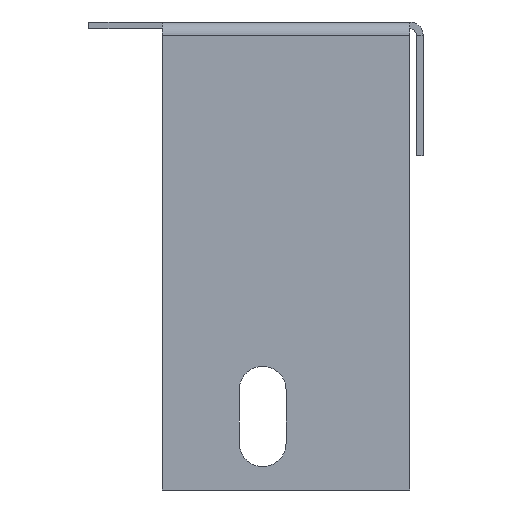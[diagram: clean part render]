
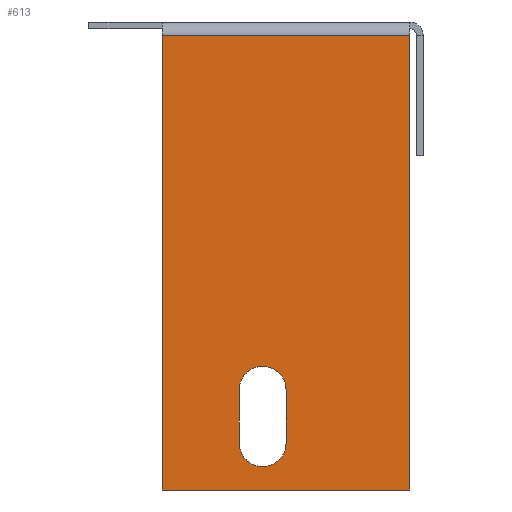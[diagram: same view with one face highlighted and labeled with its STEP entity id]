
A CAD part, left-side view. The second image highlights one B-rep face of the part: STEP entity #613.
In plain terms, the highlighted planar face has unit normal (-1, 0, 0).
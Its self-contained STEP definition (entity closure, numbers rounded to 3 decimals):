
#12 = DIRECTION ( 'NONE',  ( 0., 0., -1. ) ) ;
#37 = EDGE_CURVE ( 'NONE', #1156, #316, #667, .T. ) ;
#41 = CARTESIAN_POINT ( 'NONE',  ( -74., -23., -1. ) ) ;
#46 = DIRECTION ( 'NONE',  ( 0., 0., -1. ) ) ;
#78 = EDGE_CURVE ( 'NONE', #1333, #1155, #150, .T. ) ;
#89 = CARTESIAN_POINT ( 'NONE',  ( -74., 2.5, -54. ) ) ;
#95 = DIRECTION ( 'NONE',  ( 0., 0., 1. ) ) ;
#114 = CARTESIAN_POINT ( 'NONE',  ( -74., -1., -62. ) ) ;
#144 = AXIS2_PLACEMENT_3D ( 'NONE', #1233, #1126, #1030 ) ;
#150 = CIRCLE ( 'NONE', #1241, 3.5 ) ;
#164 = EDGE_CURVE ( 'NONE', #959, #1145, #544, .T. ) ;
#198 = DIRECTION ( 'NONE',  ( 1., 0., 0. ) ) ;
#208 = LINE ( 'NONE', #215, #368 ) ;
#215 = CARTESIAN_POINT ( 'NONE',  ( -74., -4.5, -54. ) ) ;
#233 = LINE ( 'NONE', #552, #891 ) ;
#247 = CARTESIAN_POINT ( 'NONE',  ( -74., 0., -69. ) ) ;
#255 = LINE ( 'NONE', #41, #772 ) ;
#263 = ORIENTED_EDGE ( 'NONE', *, *, #1232, .T. ) ;
#266 = CARTESIAN_POINT ( 'NONE',  ( -74., 14., 0. ) ) ;
#281 = EDGE_CURVE ( 'NONE', #1155, #838, #1062, .T. ) ;
#299 = FACE_BOUND ( 'NONE', #1161, .T. ) ;
#314 = FACE_OUTER_BOUND ( 'NONE', #738, .T. ) ;
#316 = VERTEX_POINT ( 'NONE', #1295 ) ;
#322 = CARTESIAN_POINT ( 'NONE',  ( -74., 2.5, -54. ) ) ;
#359 = VECTOR ( 'NONE', #581, 1000. ) ;
#364 = DIRECTION ( 'NONE',  ( 0., 0., 1. ) ) ;
#368 = VECTOR ( 'NONE', #724, 1000. ) ;
#390 = VECTOR ( 'NONE', #639, 1000. ) ;
#391 = EDGE_CURVE ( 'NONE', #653, #1236, #255, .T. ) ;
#405 = ORIENTED_EDGE ( 'NONE', *, *, #510, .T. ) ;
#418 = CARTESIAN_POINT ( 'NONE',  ( -74., -1., -62. ) ) ;
#454 = CARTESIAN_POINT ( 'NONE',  ( -74., -4.5, -62. ) ) ;
#493 = AXIS2_PLACEMENT_3D ( 'NONE', #666, #1071, #46 ) ;
#510 = EDGE_CURVE ( 'NONE', #316, #1333, #208, .T. ) ;
#534 = DIRECTION ( 'NONE',  ( 1., 0., 0. ) ) ;
#544 = LINE ( 'NONE', #247, #390 ) ;
#552 = CARTESIAN_POINT ( 'NONE',  ( -74., -23., 0. ) ) ;
#581 = DIRECTION ( 'NONE',  ( 0., 0., -1. ) ) ;
#582 = DIRECTION ( 'NONE',  ( 0., -1., 0. ) ) ;
#583 = ORIENTED_EDGE ( 'NONE', *, *, #692, .T. ) ;
#613 = ADVANCED_FACE ( 'NONE', ( #299, #314 ), #711, .F. ) ;
#639 = DIRECTION ( 'NONE',  ( 0., -1., 0. ) ) ;
#653 = VERTEX_POINT ( 'NONE', #949 ) ;
#661 = ORIENTED_EDGE ( 'NONE', *, *, #78, .T. ) ;
#666 = CARTESIAN_POINT ( 'NONE',  ( -74., -1., -54. ) ) ;
#667 = CIRCLE ( 'NONE', #493, 3.5 ) ;
#670 = ORIENTED_EDGE ( 'NONE', *, *, #391, .F. ) ;
#673 = LINE ( 'NONE', #266, #359 ) ;
#692 = EDGE_CURVE ( 'NONE', #1145, #1236, #233, .T. ) ;
#703 = CARTESIAN_POINT ( 'NONE',  ( -74., 14., -69. ) ) ;
#711 = PLANE ( 'NONE',  #144 ) ;
#724 = DIRECTION ( 'NONE',  ( 0., 0., -1. ) ) ;
#738 = EDGE_LOOP ( 'NONE', ( #670, #866, #1050, #583 ) ) ;
#769 = AXIS2_PLACEMENT_3D ( 'NONE', #114, #534, #12 ) ;
#772 = VECTOR ( 'NONE', #582, 1000. ) ;
#782 = EDGE_CURVE ( 'NONE', #653, #959, #673, .T. ) ;
#838 = VERTEX_POINT ( 'NONE', #1197 ) ;
#866 = ORIENTED_EDGE ( 'NONE', *, *, #782, .T. ) ;
#884 = CARTESIAN_POINT ( 'NONE',  ( -74., -23., -69. ) ) ;
#891 = VECTOR ( 'NONE', #364, 1000. ) ;
#912 = ORIENTED_EDGE ( 'NONE', *, *, #281, .T. ) ;
#949 = CARTESIAN_POINT ( 'NONE',  ( -74., 14., -1. ) ) ;
#959 = VERTEX_POINT ( 'NONE', #703 ) ;
#996 = CARTESIAN_POINT ( 'NONE',  ( -74., -1., -65.5 ) ) ;
#1030 = DIRECTION ( 'NONE',  ( 0., 0., -1. ) ) ;
#1050 = ORIENTED_EDGE ( 'NONE', *, *, #164, .T. ) ;
#1062 = CIRCLE ( 'NONE', #769, 3.5 ) ;
#1071 = DIRECTION ( 'NONE',  ( 1., 0., 0. ) ) ;
#1080 = ORIENTED_EDGE ( 'NONE', *, *, #37, .T. ) ;
#1126 = DIRECTION ( 'NONE',  ( 1., 0., 0. ) ) ;
#1142 = CARTESIAN_POINT ( 'NONE',  ( -74., -23., -1. ) ) ;
#1145 = VERTEX_POINT ( 'NONE', #884 ) ;
#1155 = VERTEX_POINT ( 'NONE', #996 ) ;
#1156 = VERTEX_POINT ( 'NONE', #89 ) ;
#1161 = EDGE_LOOP ( 'NONE', ( #263, #1080, #405, #661, #912 ) ) ;
#1197 = CARTESIAN_POINT ( 'NONE',  ( -74., 2.5, -62. ) ) ;
#1205 = VECTOR ( 'NONE', #95, 1000. ) ;
#1220 = DIRECTION ( 'NONE',  ( 0., 0., -1. ) ) ;
#1232 = EDGE_CURVE ( 'NONE', #838, #1156, #1239, .T. ) ;
#1233 = CARTESIAN_POINT ( 'NONE',  ( -74., 0., 0. ) ) ;
#1236 = VERTEX_POINT ( 'NONE', #1142 ) ;
#1239 = LINE ( 'NONE', #322, #1205 ) ;
#1241 = AXIS2_PLACEMENT_3D ( 'NONE', #418, #198, #1220 ) ;
#1295 = CARTESIAN_POINT ( 'NONE',  ( -74., -4.5, -54. ) ) ;
#1333 = VERTEX_POINT ( 'NONE', #454 ) ;
